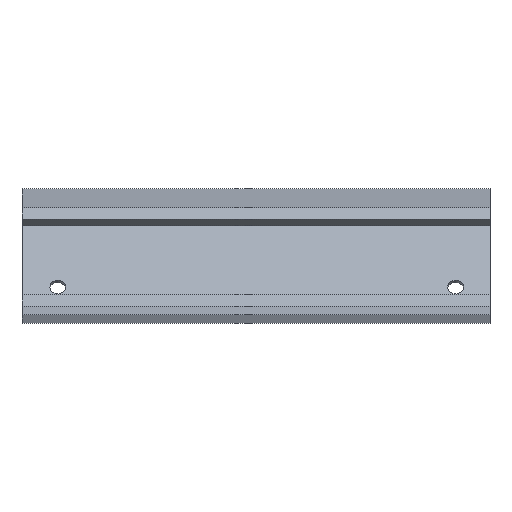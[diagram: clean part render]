
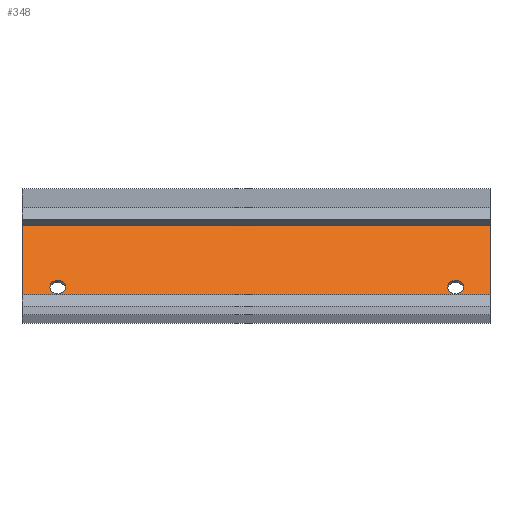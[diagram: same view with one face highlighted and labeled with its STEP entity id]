
A CAD part, top view. The second image highlights one B-rep face of the part: STEP entity #348.
In plain terms, the highlighted planar face has unit normal (0, 0.526, 0.851).
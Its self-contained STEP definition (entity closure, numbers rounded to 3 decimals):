
#23=FACE_BOUND('',#73,.T.);
#24=FACE_BOUND('',#74,.T.);
#34=PLANE('',#387);
#52=FACE_OUTER_BOUND('',#72,.T.);
#72=EDGE_LOOP('',(#303,#304,#305,#306));
#73=EDGE_LOOP('',(#307));
#74=EDGE_LOOP('',(#308));
#95=LINE('',#536,#135);
#111=LINE('',#567,#151);
#112=LINE('',#570,#152);
#113=LINE('',#571,#153);
#135=VECTOR('',#437,10.);
#151=VECTOR('',#467,10.);
#152=VECTOR('',#470,10.);
#153=VECTOR('',#471,10.);
#162=CIRCLE('',#374,1.7);
#164=CIRCLE('',#378,1.7);
#172=VERTEX_POINT('',#507);
#174=VERTEX_POINT('',#515);
#182=VERTEX_POINT('',#533);
#183=VERTEX_POINT('',#535);
#191=VERTEX_POINT('',#565);
#192=VERTEX_POINT('',#569);
#204=EDGE_CURVE('',#172,#172,#162,.T.);
#208=EDGE_CURVE('',#174,#174,#164,.T.);
#217=EDGE_CURVE('',#182,#183,#95,.T.);
#233=EDGE_CURVE('',#182,#191,#111,.T.);
#234=EDGE_CURVE('',#192,#191,#112,.T.);
#235=EDGE_CURVE('',#183,#192,#113,.T.);
#303=ORIENTED_EDGE('',*,*,#233,.T.);
#304=ORIENTED_EDGE('',*,*,#234,.F.);
#305=ORIENTED_EDGE('',*,*,#235,.F.);
#306=ORIENTED_EDGE('',*,*,#217,.F.);
#307=ORIENTED_EDGE('',*,*,#208,.T.);
#308=ORIENTED_EDGE('',*,*,#204,.T.);
#348=ADVANCED_FACE('',(#52,#23,#24),#34,.T.);
#374=AXIS2_PLACEMENT_3D('',#509,#415,#416);
#378=AXIS2_PLACEMENT_3D('',#517,#425,#426);
#387=AXIS2_PLACEMENT_3D('',#568,#468,#469);
#415=DIRECTION('center_axis',(0.,-0.526,-0.851));
#416=DIRECTION('ref_axis',(1.,0.,0.));
#425=DIRECTION('center_axis',(0.,-0.526,-0.851));
#426=DIRECTION('ref_axis',(1.,0.,0.));
#437=DIRECTION('',(0.,0.851,-0.526));
#467=DIRECTION('',(1.,0.,0.));
#468=DIRECTION('center_axis',(0.,0.526,0.851));
#469=DIRECTION('ref_axis',(0.,-0.851,0.526));
#470=DIRECTION('',(0.,-0.851,0.526));
#471=DIRECTION('',(1.,0.,0.));
#507=CARTESIAN_POINT('',(40.968,-99.197,4.569));
#509=CARTESIAN_POINT('Origin',(42.668,-99.197,4.569));
#515=CARTESIAN_POINT('',(-44.032,-99.197,4.569));
#517=CARTESIAN_POINT('Origin',(-42.332,-99.197,4.569));
#533=CARTESIAN_POINT('',(-50.,-102.126,6.379));
#535=CARTESIAN_POINT('',(-50.,-86.061,-3.549));
#536=CARTESIAN_POINT('',(-50.,-86.061,-3.549));
#565=CARTESIAN_POINT('',(50.,-102.126,6.379));
#567=CARTESIAN_POINT('',(0.,-102.126,6.379));
#568=CARTESIAN_POINT('Origin',(0.,-86.061,-3.549));
#569=CARTESIAN_POINT('',(50.,-86.061,-3.549));
#570=CARTESIAN_POINT('',(50.,-86.061,-3.549));
#571=CARTESIAN_POINT('',(0.,-86.061,-3.549));
